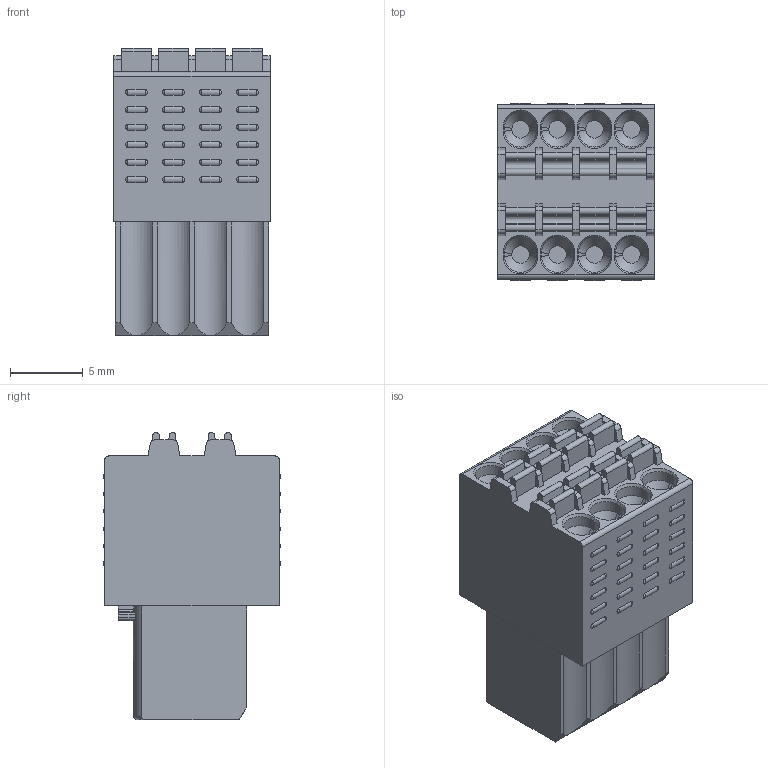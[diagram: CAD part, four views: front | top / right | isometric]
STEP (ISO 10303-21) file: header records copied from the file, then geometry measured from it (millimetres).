
FILE_DESCRIPTION(('FreeCAD Model'),'2;1');
FILE_NAME('DINKLE-0156-1B08.step','2019-10-14T22:34:44',( 'kicad StepUp'),('ksu MCAD'),'Open CASCADE STEP processor 7.3', 'FreeCAD','Unknown');
FILE_SCHEMA(('AUTOMOTIVE_DESIGN { 1 0 10303 214 1 1 1 1 }'));
Length unit declared in the file: millimetre
Products named in the file (1): DINKLE-0156-1B08
Bounding box: 10.72 x 12.15 x 19.71 mm (x, y, z)
Volume: 1873.8 mm3; surface area: 1357.2 mm2
Topology: 1 solids, 1 shells, 633 faces, 1548 edges, 996 vertices
Faces by surface type: plane 291, cylinder 187, bspline 128, cone 16, torus 11
Entity records: 25154 total; most frequent: CARTESIAN_POINT 10744, ORIENTED_EDGE 3096, DIRECTION 2743, EDGE_CURVE 1548, VERTEX_POINT 996, LINE 977, VECTOR 977, AXIS2_PLACEMENT_3D 883
